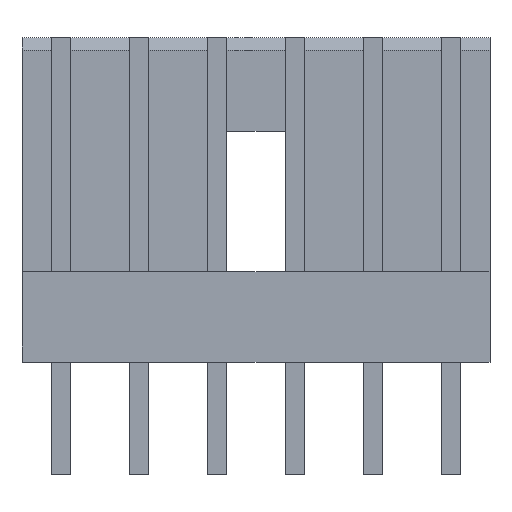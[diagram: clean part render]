
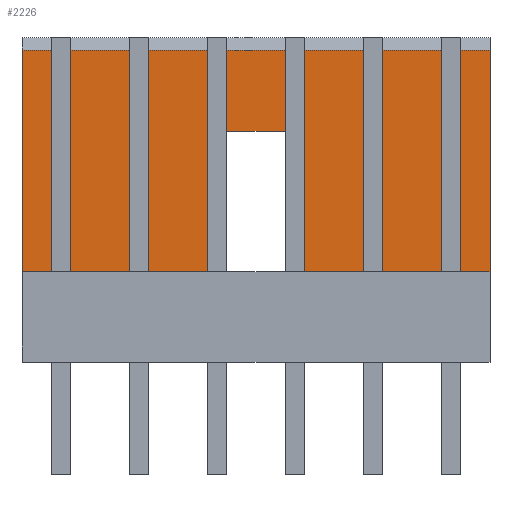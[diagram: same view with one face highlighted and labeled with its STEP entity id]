
A CAD part, front view. The second image highlights one B-rep face of the part: STEP entity #2226.
In plain terms, the highlighted planar face has unit normal (0, -1, 0).
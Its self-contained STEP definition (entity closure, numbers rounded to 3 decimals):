
#138=DIRECTION('',(0.,0.,-1.));
#139=VECTOR('',#138,7.1);
#140=CARTESIAN_POINT('',(-7.5,1.6,-0.4));
#141=LINE('',#140,#139);
#426=DIRECTION('',(1.,0.,0.));
#427=VECTOR('',#426,6.3);
#428=CARTESIAN_POINT('',(1.2,1.6,-7.5));
#429=LINE('',#428,#427);
#430=DIRECTION('',(1.,0.,0.));
#431=VECTOR('',#430,6.3);
#432=CARTESIAN_POINT('',(-7.5,1.6,-7.5));
#433=LINE('',#432,#431);
#818=DIRECTION('',(-1.,0.,0.));
#819=VECTOR('',#818,15.);
#820=CARTESIAN_POINT('',(7.5,1.6,-0.4));
#821=LINE('',#820,#819);
#822=DIRECTION('',(0.,0.,1.));
#823=VECTOR('',#822,4.5);
#824=CARTESIAN_POINT('',(1.2,1.6,-7.5));
#825=LINE('',#824,#823);
#826=DIRECTION('',(1.,0.,0.));
#827=VECTOR('',#826,2.4);
#828=CARTESIAN_POINT('',(-1.2,1.6,-3.));
#829=LINE('',#828,#827);
#830=DIRECTION('',(0.,0.,1.));
#831=VECTOR('',#830,4.5);
#832=CARTESIAN_POINT('',(-1.2,1.6,-7.5));
#833=LINE('',#832,#831);
#858=DIRECTION('',(0.,0.,-1.));
#859=VECTOR('',#858,7.1);
#860=CARTESIAN_POINT('',(7.5,1.6,-0.4));
#861=LINE('',#860,#859);
#866=CARTESIAN_POINT('',(-7.5,1.6,-7.5));
#868=VERTEX_POINT('',#866);
#874=CARTESIAN_POINT('',(7.5,1.6,-7.5));
#876=VERTEX_POINT('',#874);
#982=CARTESIAN_POINT('',(1.2,1.6,-7.5));
#984=VERTEX_POINT('',#982);
#988=CARTESIAN_POINT('',(1.2,1.6,-3.));
#989=VERTEX_POINT('',#988);
#990=CARTESIAN_POINT('',(-1.2,1.6,-3.));
#991=VERTEX_POINT('',#990);
#992=CARTESIAN_POINT('',(-1.2,1.6,-7.5));
#993=VERTEX_POINT('',#992);
#1006=CARTESIAN_POINT('',(-7.5,1.6,-0.4));
#1008=VERTEX_POINT('',#1006);
#1012=CARTESIAN_POINT('',(7.5,1.6,-0.4));
#1013=VERTEX_POINT('',#1012);
#2209=CARTESIAN_POINT('',(-7.5,1.6,0.));
#2210=DIRECTION('',(0.,-1.,0.));
#2211=DIRECTION('',(0.,0.,-1.));
#2212=AXIS2_PLACEMENT_3D('',#2209,#2210,#2211);
#2213=PLANE('',#2212);
#2214=ORIENTED_EDGE('',*,*,#1142,.F.);
#2216=ORIENTED_EDGE('',*,*,#2215,.T.);
#2217=ORIENTED_EDGE('',*,*,#1302,.F.);
#2218=ORIENTED_EDGE('',*,*,#2175,.T.);
#2220=ORIENTED_EDGE('',*,*,#2219,.F.);
#2221=ORIENTED_EDGE('',*,*,#2199,.F.);
#2222=ORIENTED_EDGE('',*,*,#1309,.F.);
#2223=ORIENTED_EDGE('',*,*,#1117,.F.);
#2224=EDGE_LOOP('',(#2214,#2216,#2217,#2218,#2220,#2221,#2222,#2223));
#2225=FACE_OUTER_BOUND('',#2224,.F.);
#1117=EDGE_CURVE('',#1008,#868,#141,.T.);
#1142=EDGE_CURVE('',#1013,#1008,#821,.T.);
#1302=EDGE_CURVE('',#984,#876,#429,.T.);
#1309=EDGE_CURVE('',#868,#993,#433,.T.);
#2175=EDGE_CURVE('',#984,#989,#825,.T.);
#2199=EDGE_CURVE('',#993,#991,#833,.T.);
#2215=EDGE_CURVE('',#1013,#876,#861,.T.);
#2219=EDGE_CURVE('',#991,#989,#829,.T.);
#2226=ADVANCED_FACE('',(#2225),#2213,.T.);
